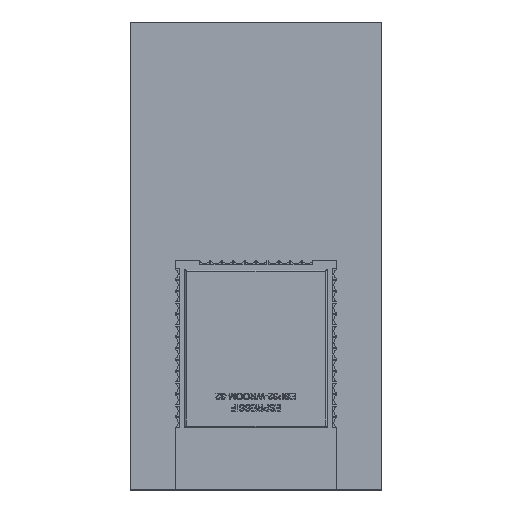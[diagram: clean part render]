
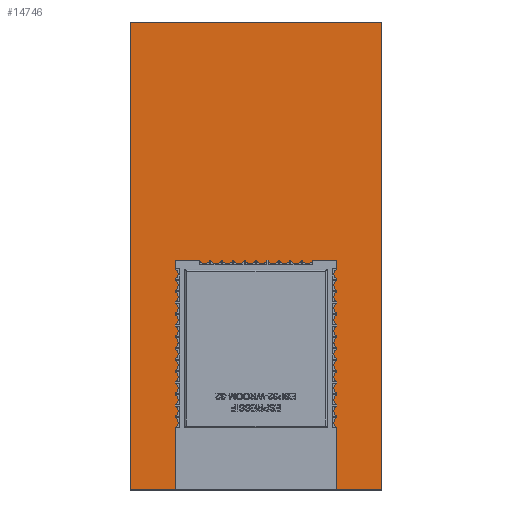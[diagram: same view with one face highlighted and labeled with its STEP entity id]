
A CAD part, top view. The second image highlights one B-rep face of the part: STEP entity #14746.
In plain terms, the highlighted planar face has unit normal (0, 0, 1).
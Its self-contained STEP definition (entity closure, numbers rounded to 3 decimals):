
#1546=PLANE('',#15456);
#2368=FACE_OUTER_BOUND('',#3220,.T.);
#3220=EDGE_LOOP('',(#13838,#13839,#13840,#13841));
#4540=LINE('',#27975,#5868);
#4543=LINE('',#27981,#5871);
#4546=LINE('',#27987,#5874);
#4549=LINE('',#27991,#5877);
#5868=VECTOR('',#18084,10.);
#5871=VECTOR('',#18089,10.);
#5874=VECTOR('',#18094,10.);
#5877=VECTOR('',#18099,10.);
#7444=VERTEX_POINT('',#27972);
#7445=VERTEX_POINT('',#27974);
#7447=VERTEX_POINT('',#27980);
#7449=VERTEX_POINT('',#27986);
#9572=EDGE_CURVE('',#7445,#7444,#4540,.T.);
#9575=EDGE_CURVE('',#7447,#7445,#4543,.T.);
#9578=EDGE_CURVE('',#7449,#7447,#4546,.T.);
#9581=EDGE_CURVE('',#7444,#7449,#4549,.T.);
#13838=ORIENTED_EDGE('',*,*,#9581,.T.);
#13839=ORIENTED_EDGE('',*,*,#9578,.T.);
#13840=ORIENTED_EDGE('',*,*,#9575,.T.);
#13841=ORIENTED_EDGE('',*,*,#9572,.T.);
#14746=ADVANCED_FACE('',(#2368),#1546,.T.);
#15456=AXIS2_PLACEMENT_3D('',#27992,#18100,#18101);
#18084=DIRECTION('',(1.,0.,0.));
#18089=DIRECTION('',(0.,-1.,0.));
#18094=DIRECTION('',(-1.,0.,0.));
#18099=DIRECTION('',(0.,1.,0.));
#18100=DIRECTION('center_axis',(0.,0.,1.));
#18101=DIRECTION('ref_axis',(1.,0.,0.));
#27972=CARTESIAN_POINT('',(14.,-26.,1.2));
#27974=CARTESIAN_POINT('',(-14.,-26.,1.2));
#27975=CARTESIAN_POINT('',(-14.,-26.,1.2));
#27980=CARTESIAN_POINT('',(-14.,26.,1.2));
#27981=CARTESIAN_POINT('',(-14.,26.,1.2));
#27986=CARTESIAN_POINT('',(14.,26.,1.2));
#27987=CARTESIAN_POINT('',(14.,26.,1.2));
#27991=CARTESIAN_POINT('',(14.,-26.,1.2));
#27992=CARTESIAN_POINT('Origin',(0.,0.,
1.2));
